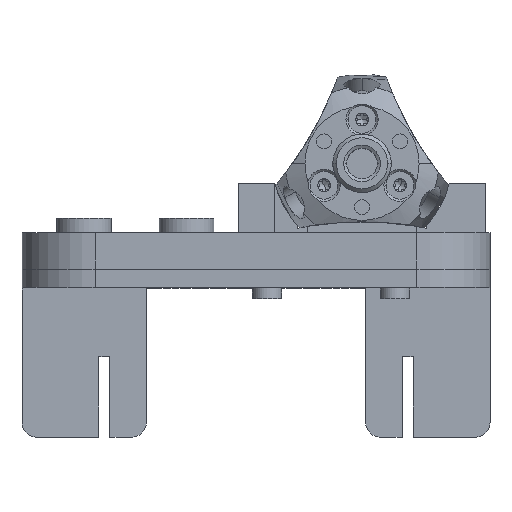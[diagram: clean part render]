
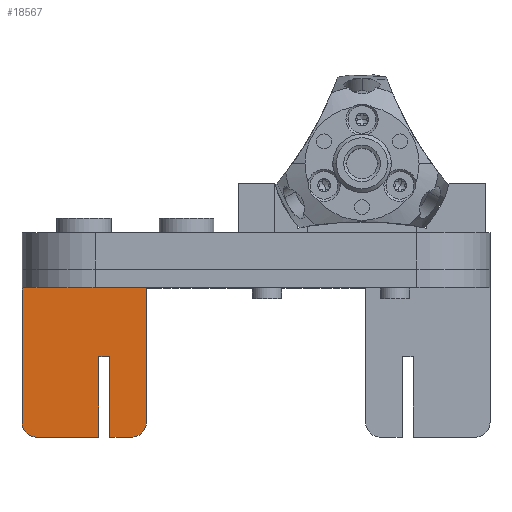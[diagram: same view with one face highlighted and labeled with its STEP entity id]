
A CAD part, top view. The second image highlights one B-rep face of the part: STEP entity #18567.
In plain terms, the highlighted planar face has unit normal (0, 0, 1).
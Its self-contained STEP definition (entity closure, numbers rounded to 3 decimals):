
#39 = CIRCLE ( 'NONE', #13827, 2. ) ;
#355 = EDGE_CURVE ( 'NONE', #3341, #11505, #5721, .T. ) ;
#576 = CARTESIAN_POINT ( 'NONE',  ( 408.142, 300.938, 151.461 ) ) ;
#816 = ORIENTED_EDGE ( 'NONE', *, *, #19051, .F. ) ;
#843 = LINE ( 'NONE', #9625, #18054 ) ;
#1112 = AXIS2_PLACEMENT_3D ( 'NONE', #28171, #21534, #1786 ) ;
#1786 = DIRECTION ( 'NONE',  ( 0., -1., 0. ) ) ;
#2133 = DIRECTION ( 'NONE',  ( 0., -1., 0. ) ) ;
#2948 = ORIENTED_EDGE ( 'NONE', *, *, #20066, .F. ) ;
#3113 = CARTESIAN_POINT ( 'NONE',  ( 411.142, 289.938, 151.461 ) ) ;
#3341 = VERTEX_POINT ( 'NONE', #11180 ) ;
#3632 = DIRECTION ( 'NONE',  ( -1., 0., 0. ) ) ;
#3665 = FACE_OUTER_BOUND ( 'NONE', #9131, .T. ) ;
#4181 = ORIENTED_EDGE ( 'NONE', *, *, #4382, .T. ) ;
#4382 = EDGE_CURVE ( 'NONE', #5677, #8768, #39, .T. ) ;
#4496 = CARTESIAN_POINT ( 'NONE',  ( 398.142, 291.938, 151.461 ) ) ;
#4582 = CARTESIAN_POINT ( 'NONE',  ( 406.642, 300.938, 151.461 ) ) ;
#5510 = VERTEX_POINT ( 'NONE', #22920 ) ;
#5532 = LINE ( 'NONE', #5670, #19441 ) ;
#5604 = DIRECTION ( 'NONE',  ( 0., 1., 0. ) ) ;
#5670 = CARTESIAN_POINT ( 'NONE',  ( 406.642, 289.938, 151.461 ) ) ;
#5677 = VERTEX_POINT ( 'NONE', #11064 ) ;
#5721 = LINE ( 'NONE', #16685, #16362 ) ;
#6244 = EDGE_CURVE ( 'NONE', #5510, #12991, #8259, .T. ) ;
#6883 = EDGE_CURVE ( 'NONE', #8768, #3341, #843, .T. ) ;
#7301 = CARTESIAN_POINT ( 'NONE',  ( 396.142, 291.938, 151.461 ) ) ;
#8259 = LINE ( 'NONE', #19662, #23541 ) ;
#8287 = ORIENTED_EDGE ( 'NONE', *, *, #9359, .F. ) ;
#8410 = DIRECTION ( 'NONE',  ( 0., 1., 0. ) ) ;
#8525 = ORIENTED_EDGE ( 'NONE', *, *, #6244, .F. ) ;
#8768 = VERTEX_POINT ( 'NONE', #17904 ) ;
#8854 = ORIENTED_EDGE ( 'NONE', *, *, #6883, .T. ) ;
#8860 = CIRCLE ( 'NONE', #16253, 2. ) ;
#8893 = CARTESIAN_POINT ( 'NONE',  ( 406.642, 289.938, 151.461 ) ) ;
#8941 = DIRECTION ( 'NONE',  ( 0., 0., 1. ) ) ;
#9131 = EDGE_LOOP ( 'NONE', ( #10808, #20888, #8287, #27488, #816, #8525, #2948, #4181, #8854, #9576 ) ) ;
#9261 = CARTESIAN_POINT ( 'NONE',  ( 396.142, 310.338, 151.461 ) ) ;
#9359 = EDGE_CURVE ( 'NONE', #21852, #20527, #5532, .T. ) ;
#9576 = ORIENTED_EDGE ( 'NONE', *, *, #355, .T. ) ;
#9625 = CARTESIAN_POINT ( 'NONE',  ( 413.142, 291.938, 151.461 ) ) ;
#9689 = DIRECTION ( 'NONE',  ( -1., 0., 0. ) ) ;
#10285 = PLANE ( 'NONE',  #1112 ) ;
#10433 = EDGE_CURVE ( 'NONE', #13777, #20527, #8860, .T. ) ;
#10532 = CARTESIAN_POINT ( 'NONE',  ( 408.142, 300.938, 151.461 ) ) ;
#10808 = ORIENTED_EDGE ( 'NONE', *, *, #15090, .F. ) ;
#10916 = LINE ( 'NONE', #4582, #24835 ) ;
#11064 = CARTESIAN_POINT ( 'NONE',  ( 411.142, 289.938, 151.461 ) ) ;
#11180 = CARTESIAN_POINT ( 'NONE',  ( 413.142, 310.338, 151.461 ) ) ;
#11505 = VERTEX_POINT ( 'NONE', #9261 ) ;
#12132 = DIRECTION ( 'NONE',  ( 0., 1., 0. ) ) ;
#12465 = DIRECTION ( 'NONE',  ( -1., 0., 0. ) ) ;
#12639 = CARTESIAN_POINT ( 'NONE',  ( 411.142, 291.938, 151.461 ) ) ;
#12991 = VERTEX_POINT ( 'NONE', #576 ) ;
#13319 = VECTOR ( 'NONE', #12132, 1000. ) ;
#13683 = EDGE_CURVE ( 'NONE', #20450, #21852, #10916, .T. ) ;
#13777 = VERTEX_POINT ( 'NONE', #7301 ) ;
#13827 = AXIS2_PLACEMENT_3D ( 'NONE', #12639, #19707, #26347 ) ;
#13916 = DIRECTION ( 'NONE',  ( -1., 0., 0. ) ) ;
#14593 = LINE ( 'NONE', #10532, #20927 ) ;
#14865 = CARTESIAN_POINT ( 'NONE',  ( 396.142, 291.938, 151.461 ) ) ;
#15090 = EDGE_CURVE ( 'NONE', #13777, #11505, #21074, .T. ) ;
#15166 = CARTESIAN_POINT ( 'NONE',  ( 398.142, 289.938, 151.461 ) ) ;
#16253 = AXIS2_PLACEMENT_3D ( 'NONE', #4496, #8941, #24686 ) ;
#16362 = VECTOR ( 'NONE', #12465, 1000. ) ;
#16685 = CARTESIAN_POINT ( 'NONE',  ( 413.142, 310.338, 151.461 ) ) ;
#17065 = CARTESIAN_POINT ( 'NONE',  ( 406.642, 300.938, 151.461 ) ) ;
#17904 = CARTESIAN_POINT ( 'NONE',  ( 413.142, 291.938, 151.461 ) ) ;
#18054 = VECTOR ( 'NONE', #5604, 1000. ) ;
#18567 = ADVANCED_FACE ( 'NONE', ( #3665 ), #10285, .F. ) ;
#19051 = EDGE_CURVE ( 'NONE', #12991, #20450, #14593, .T. ) ;
#19441 = VECTOR ( 'NONE', #9689, 1000. ) ;
#19662 = CARTESIAN_POINT ( 'NONE',  ( 408.142, 289.938, 151.461 ) ) ;
#19707 = DIRECTION ( 'NONE',  ( 0., 0., 1. ) ) ;
#20066 = EDGE_CURVE ( 'NONE', #5677, #5510, #22871, .T. ) ;
#20450 = VERTEX_POINT ( 'NONE', #17065 ) ;
#20527 = VERTEX_POINT ( 'NONE', #15166 ) ;
#20888 = ORIENTED_EDGE ( 'NONE', *, *, #10433, .T. ) ;
#20927 = VECTOR ( 'NONE', #3632, 1000. ) ;
#20970 = VECTOR ( 'NONE', #13916, 1000. ) ;
#21074 = LINE ( 'NONE', #14865, #13319 ) ;
#21534 = DIRECTION ( 'NONE',  ( 0., 0., -1. ) ) ;
#21852 = VERTEX_POINT ( 'NONE', #8893 ) ;
#22871 = LINE ( 'NONE', #3113, #20970 ) ;
#22920 = CARTESIAN_POINT ( 'NONE',  ( 408.142, 289.938, 151.461 ) ) ;
#23541 = VECTOR ( 'NONE', #8410, 1000. ) ;
#24686 = DIRECTION ( 'NONE',  ( 0., -1., 0. ) ) ;
#24835 = VECTOR ( 'NONE', #2133, 1000. ) ;
#26347 = DIRECTION ( 'NONE',  ( 0., 1., 0. ) ) ;
#27488 = ORIENTED_EDGE ( 'NONE', *, *, #13683, .F. ) ;
#28171 = CARTESIAN_POINT ( 'NONE',  ( 396.142, 289.938, 151.461 ) ) ;
